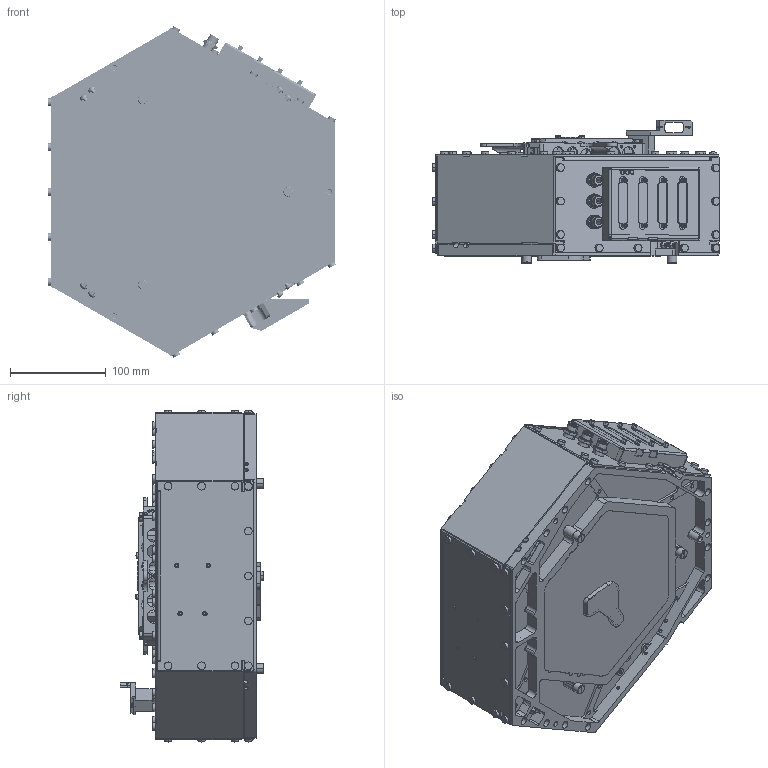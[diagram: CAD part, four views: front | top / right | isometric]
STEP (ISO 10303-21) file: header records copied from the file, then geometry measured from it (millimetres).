
FILE_DESCRIPTION((''),'2;1');
FILE_NAME('1152061-01-D01','2016-10-18T',('Ch5375'),(''),'PRO/ENGINEER BY PARAMETRIC TECHNOLOGY CORPORATION, 2014000','PRO/ENGINEER BY PARAMETRIC TECHNOLOGY CORPORATION, 2014000','');
FILE_SCHEMA(('CONFIG_CONTROL_DESIGN'));
Products named in the file (1): 1152061-01-D01
Bounding box: 301.02 x 150.02 x 347.59 mm (x, y, z)
Volume: 7602178.5 mm3; surface area: 421812.2 mm2
Topology: 1 solids, 22 shells, 3253 faces, 8487 edges, 5402 vertices
Faces by surface type: cylinder 1421, plane 1403, cone 371, torus 34, sphere 24
Entity records: 103153 total; most frequent: CARTESIAN_POINT 20972, DIRECTION 17757, ORIENTED_EDGE 16758, EDGE_CURVE 8379, AXIS2_PLACEMENT_3D 6668, VERTEX_POINT 5402, VECTOR 4421, LINE 4421
